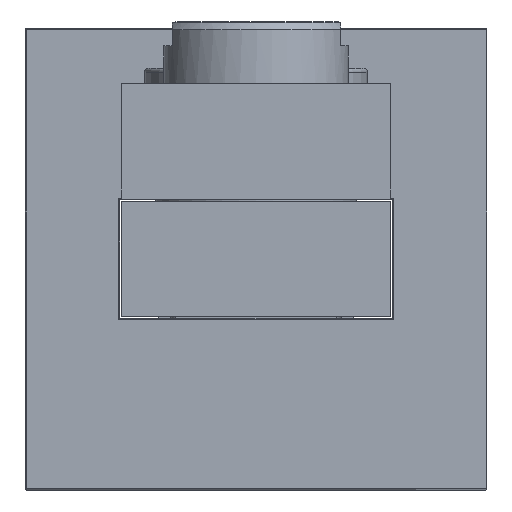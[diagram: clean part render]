
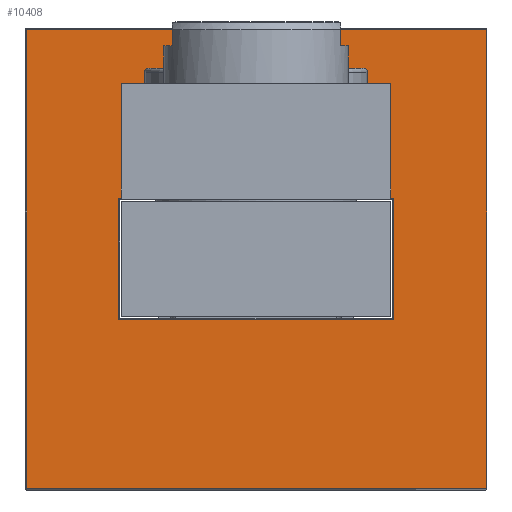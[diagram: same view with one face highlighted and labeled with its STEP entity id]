
A CAD part, front view. The second image highlights one B-rep face of the part: STEP entity #10408.
In plain terms, the highlighted planar face has unit normal (0, -1, 0).
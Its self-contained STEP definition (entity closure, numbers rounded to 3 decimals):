
#9767=DIRECTION('',(0.,0.,-1.));
#9768=VECTOR('',#9767,35.8);
#9769=CARTESIAN_POINT('',(7.9,0.,17.9));
#9770=LINE('',#9769,#9768);
#9771=DIRECTION('',(1.,0.,0.));
#9772=VECTOR('',#9771,15.8);
#9773=CARTESIAN_POINT('',(-7.9,0.,17.9));
#9774=LINE('',#9773,#9772);
#9775=DIRECTION('',(0.,0.,1.));
#9776=VECTOR('',#9775,35.8);
#9777=CARTESIAN_POINT('',(-7.9,0.,-17.9));
#9778=LINE('',#9777,#9776);
#9779=DIRECTION('',(-1.,0.,0.));
#9780=VECTOR('',#9779,15.8);
#9781=CARTESIAN_POINT('',(7.9,0.,-17.9));
#9782=LINE('',#9781,#9780);
#9783=DIRECTION('',(0.,0.,1.));
#9784=VECTOR('',#9783,59.8);
#9785=CARTESIAN_POINT('',(29.8,0.,-30.));
#9786=LINE('',#9785,#9784);
#9787=DIRECTION('',(-1.,0.,0.));
#9788=VECTOR('',#9787,59.6);
#9789=CARTESIAN_POINT('',(29.8,0.,-30.));
#9790=LINE('',#9789,#9788);
#9791=DIRECTION('',(0.,0.,-1.));
#9792=VECTOR('',#9791,59.8);
#9793=CARTESIAN_POINT('',(-29.8,0.,29.8));
#9794=LINE('',#9793,#9792);
#9795=DIRECTION('',(-1.,0.,0.));
#9796=VECTOR('',#9795,59.6);
#9797=CARTESIAN_POINT('',(29.8,0.,29.8));
#9798=LINE('',#9797,#9796);
#10315=CARTESIAN_POINT('',(7.9,0.,17.9));
#10316=CARTESIAN_POINT('',(7.9,0.,-17.9));
#10317=VERTEX_POINT('',#10315);
#10318=VERTEX_POINT('',#10316);
#10323=CARTESIAN_POINT('',(-7.9,0.,-17.9));
#10324=VERTEX_POINT('',#10323);
#10329=CARTESIAN_POINT('',(-7.9,0.,17.9));
#10330=VERTEX_POINT('',#10329);
#10367=CARTESIAN_POINT('',(29.8,0.,-30.));
#10368=VERTEX_POINT('',#10367);
#10371=CARTESIAN_POINT('',(29.8,0.,29.8));
#10372=VERTEX_POINT('',#10371);
#10373=CARTESIAN_POINT('',(-29.8,0.,29.8));
#10374=VERTEX_POINT('',#10373);
#10377=CARTESIAN_POINT('',(-29.8,0.,-30.));
#10378=VERTEX_POINT('',#10377);
#10383=CARTESIAN_POINT('',(0.,0.,0.));
#10384=DIRECTION('',(0.,1.,0.));
#10385=DIRECTION('',(1.,0.,0.));
#10386=AXIS2_PLACEMENT_3D('',#10383,#10384,#10385);
#10387=PLANE('',#10386);
#10389=ORIENTED_EDGE('',*,*,#10388,.F.);
#10391=ORIENTED_EDGE('',*,*,#10390,.T.);
#10393=ORIENTED_EDGE('',*,*,#10392,.F.);
#10395=ORIENTED_EDGE('',*,*,#10394,.F.);
#10396=EDGE_LOOP('',(#10389,#10391,#10393,#10395));
#10397=FACE_OUTER_BOUND('',#10396,.F.);
#10399=ORIENTED_EDGE('',*,*,#10398,.F.);
#10401=ORIENTED_EDGE('',*,*,#10400,.F.);
#10403=ORIENTED_EDGE('',*,*,#10402,.F.);
#10405=ORIENTED_EDGE('',*,*,#10404,.F.);
#10406=EDGE_LOOP('',(#10399,#10401,#10403,#10405));
#10407=FACE_BOUND('',#10406,.F.);
#10388=EDGE_CURVE('',#10368,#10372,#9786,.T.);
#10390=EDGE_CURVE('',#10368,#10378,#9790,.T.);
#10392=EDGE_CURVE('',#10374,#10378,#9794,.T.);
#10394=EDGE_CURVE('',#10372,#10374,#9798,.T.);
#10398=EDGE_CURVE('',#10317,#10318,#9770,.T.);
#10400=EDGE_CURVE('',#10330,#10317,#9774,.T.);
#10402=EDGE_CURVE('',#10324,#10330,#9778,.T.);
#10404=EDGE_CURVE('',#10318,#10324,#9782,.T.);
#10408=ADVANCED_FACE('',(#10397,#10407),#10387,.F.);
